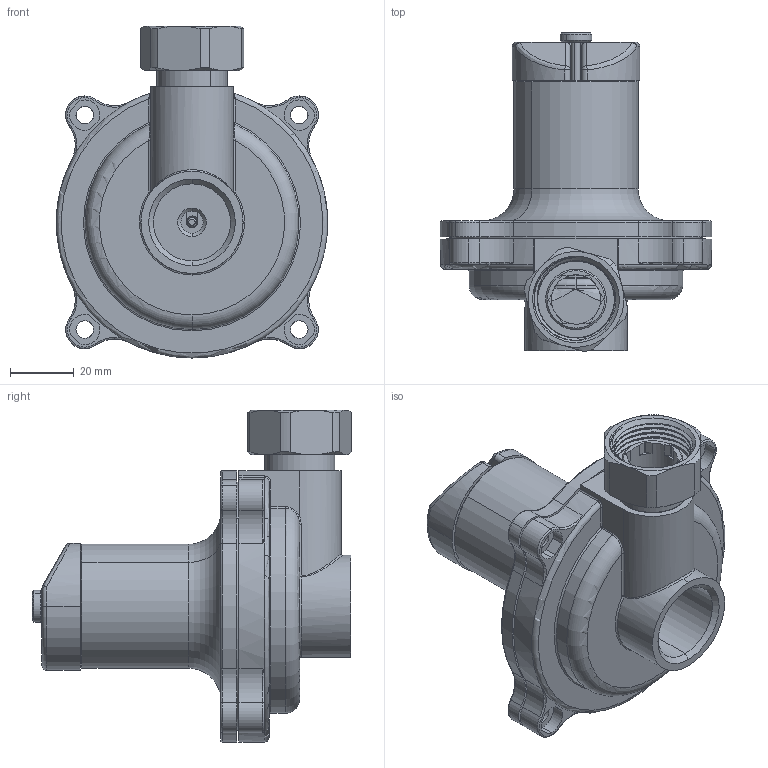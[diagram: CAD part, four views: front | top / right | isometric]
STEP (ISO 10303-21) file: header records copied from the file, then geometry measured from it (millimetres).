
FILE_DESCRIPTION (( 'STEP AP203' ), '1' );
FILE_NAME ('桋昈.494141-477 栖.STEP', '2019-12-13T06:42:20', ( '' ), ( '' ), 'SwSTEP 2.0', 'SolidWorks 2018', '' );
FILE_SCHEMA (( 'CONFIG_CONTROL_DESIGN' ));
Length unit declared in the file: millimetre
Products named in the file (1): 桋昈.494141-477 栖
Bounding box: 85 x 100 x 104 mm (x, y, z)
Volume: 104794.5 mm3; surface area: 62784.8 mm2
Topology: 7 solids, 7 shells, 480 faces, 1137 edges, 675 vertices
Faces by surface type: cylinder 194, plane 95, cone 75, torus 68, sphere 26, bspline 22
Entity records: 18094 total; most frequent: CARTESIAN_POINT 6934, DIRECTION 2522, ORIENTED_EDGE 2226, EDGE_CURVE 1113, AXIS2_PLACEMENT_3D 1071, VERTEX_POINT 669, CIRCLE 612, EDGE_LOOP 530
